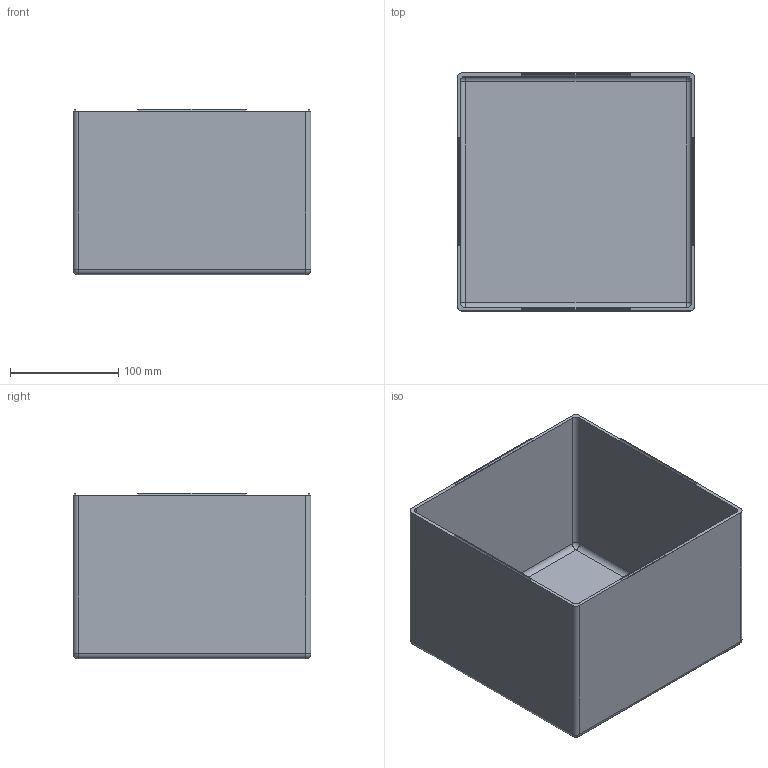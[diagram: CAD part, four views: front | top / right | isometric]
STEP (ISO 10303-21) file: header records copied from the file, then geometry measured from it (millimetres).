
FILE_DESCRIPTION(/* description */ (''),/* implementation_level */ '2;1');
FILE_NAME(/* name */ 'Storage_box_M.step',/* time_stamp */ '2025-07-01T21:56:07+09:00',/* author */ (''),/* organization */ (''),/* preprocessor_version */ 'ST-DEVELOPER v20.1',/* originating_system */ 'Autodesk Translation Framework v14.10.0.0',/* authorisation */ '');
FILE_SCHEMA (('AUTOMOTIVE_DESIGN { 1 0 10303 214 3 1 1 }'));
Length unit declared in the file: millimetre
Products named in the file (4): 2025-06-27-09-47-13-814; 2025-06-27-10-51-35-725; 2025-06-28-08-11-43-401; 2025-06-28-16-17-45-364
Assembly tree (3 placements, depth 3):
  2025-06-27-09-47-13-814
    2025-06-27-10-51-35-725
      2025-06-28-08-11-43-401
    2025-06-28-16-17-45-364
Bounding box: 220 x 220 x 152.99 mm (x, y, z)
Volume: 576793.1 mm3; surface area: 350680.6 mm2
Topology: 1 solids, 1 shells, 65 faces, 144 edges, 88 vertices
Faces by surface type: plane 35, cylinder 22, sphere 8
Entity records: 1881 total; most frequent: DIRECTION 332, CARTESIAN_POINT 304, ORIENTED_EDGE 288, EDGE_CURVE 144, AXIS2_PLACEMENT_3D 116, LINE 100, VECTOR 100, VERTEX_POINT 88
